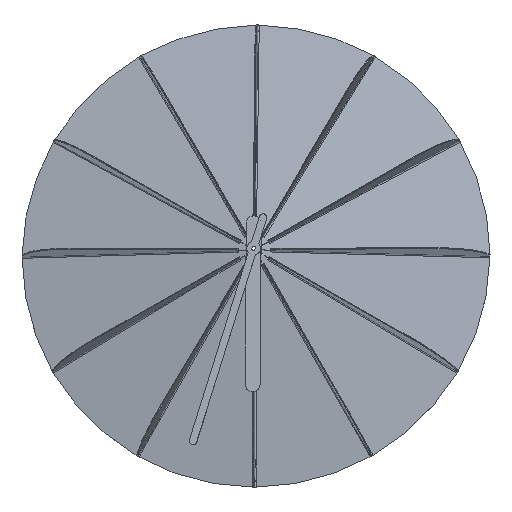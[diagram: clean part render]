
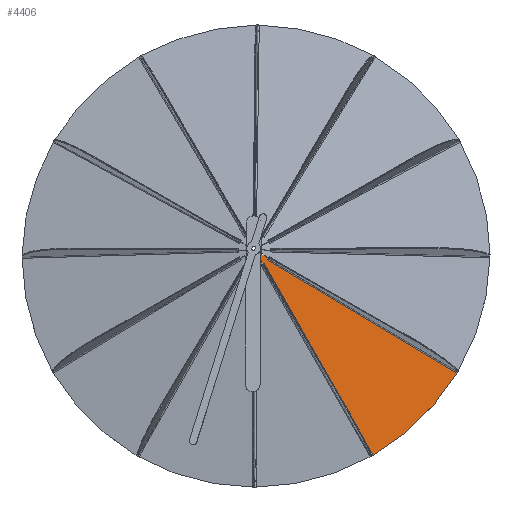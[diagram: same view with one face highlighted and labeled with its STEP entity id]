
A CAD part, top view. The second image highlights one B-rep face of the part: STEP entity #4406.
In plain terms, the highlighted face is planar.
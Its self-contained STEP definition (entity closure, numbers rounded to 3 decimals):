
#276 = DIRECTION ( 'NONE',  ( 0., 0., 1. ) ) ;
#337 = DIRECTION ( 'NONE',  ( -0.494, 0.869, 0. ) ) ;
#392 = EDGE_CURVE ( 'NONE', #554, #5014, #3691, .T. ) ;
#483 = CARTESIAN_POINT ( 'NONE',  ( 1.245, -224.671, 0. ) ) ;
#494 = PLANE ( 'NONE',  #8341 ) ;
#544 = ORIENTED_EDGE ( 'NONE', *, *, #7345, .F. ) ;
#554 = VERTEX_POINT ( 'NONE', #1627 ) ;
#799 = AXIS2_PLACEMENT_3D ( 'NONE', #2315, #276, #5840 ) ;
#844 = DIRECTION ( 'NONE',  ( 0., -1., 0. ) ) ;
#1145 = EDGE_CURVE ( 'NONE', #3359, #2777, #6025, .T. ) ;
#1212 = ORIENTED_EDGE ( 'NONE', *, *, #1145, .F. ) ;
#1329 = VERTEX_POINT ( 'NONE', #4821 ) ;
#1370 = CIRCLE ( 'NONE', #799, 224.675 ) ;
#1403 = EDGE_LOOP ( 'NONE', ( #1995, #1471, #4403, #544, #1212, #7541, #2925, #5824 ) ) ;
#1456 = CARTESIAN_POINT ( 'NONE',  ( 0., 0., 0. ) ) ;
#1471 = ORIENTED_EDGE ( 'NONE', *, *, #7704, .F. ) ;
#1627 = CARTESIAN_POINT ( 'NONE',  ( 1.245, -14., 0. ) ) ;
#1682 = CARTESIAN_POINT ( 'NONE',  ( 0., -4., 0. ) ) ;
#1947 = CIRCLE ( 'NONE', #7123, 4. ) ;
#1995 = ORIENTED_EDGE ( 'NONE', *, *, #392, .F. ) ;
#2051 = CARTESIAN_POINT ( 'NONE',  ( 0., -14., 0. ) ) ;
#2264 = CARTESIAN_POINT ( 'NONE',  ( 109.916, -195.952, 0. ) ) ;
#2315 = CARTESIAN_POINT ( 'NONE',  ( 0., 0., 0. ) ) ;
#2389 = VERTEX_POINT ( 'NONE', #2264 ) ;
#2449 = CARTESIAN_POINT ( 'NONE',  ( 1.245, -14., 0. ) ) ;
#2458 = EDGE_CURVE ( 'NONE', #6174, #2389, #1370, .T. ) ;
#2533 = FACE_OUTER_BOUND ( 'NONE', #1403, .T. ) ;
#2777 = VERTEX_POINT ( 'NONE', #5034 ) ;
#2925 = ORIENTED_EDGE ( 'NONE', *, *, #6067, .T. ) ;
#3359 = VERTEX_POINT ( 'NONE', #8756 ) ;
#3691 = LINE ( 'NONE', #2449, #9037 ) ;
#3828 = CARTESIAN_POINT ( 'NONE',  ( 1.245, -224.671, 0. ) ) ;
#3845 = DIRECTION ( 'NONE',  ( -0.869, -0.494, 0. ) ) ;
#4403 = ORIENTED_EDGE ( 'NONE', *, *, #2458, .T. ) ;
#4406 = ADVANCED_FACE ( 'NONE', ( #2533 ), #494, .T. ) ;
#4518 = VECTOR ( 'NONE', #844, 1000. ) ;
#4601 = CARTESIAN_POINT ( 'NONE',  ( 6.939, -12.159, 0. ) ) ;
#4821 = CARTESIAN_POINT ( 'NONE',  ( 0., -4., 0. ) ) ;
#4893 = CARTESIAN_POINT ( 'NONE',  ( 5.857, -12.774, 0. ) ) ;
#5014 = VERTEX_POINT ( 'NONE', #2051 ) ;
#5034 = CARTESIAN_POINT ( 'NONE',  ( 5.857, -12.774, 0. ) ) ;
#5523 = VECTOR ( 'NONE', #8430, 1000. ) ;
#5824 = ORIENTED_EDGE ( 'NONE', *, *, #9095, .T. ) ;
#5840 = DIRECTION ( 'NONE',  ( 1., 0., 0. ) ) ;
#5974 = VECTOR ( 'NONE', #3845, 1000. ) ;
#6015 = DIRECTION ( 'NONE',  ( -1., 0., 0. ) ) ;
#6025 = LINE ( 'NONE', #7991, #5974 ) ;
#6067 = EDGE_CURVE ( 'NONE', #6075, #1329, #1947, .T. ) ;
#6075 = VERTEX_POINT ( 'NONE', #7155 ) ;
#6162 = DIRECTION ( 'NONE',  ( 0., 0., 1. ) ) ;
#6174 = VERTEX_POINT ( 'NONE', #3828 ) ;
#6410 = LINE ( 'NONE', #1682, #4518 ) ;
#6831 = LINE ( 'NONE', #483, #5523 ) ;
#7123 = AXIS2_PLACEMENT_3D ( 'NONE', #1456, #8487, #7758 ) ;
#7155 = CARTESIAN_POINT ( 'NONE',  ( 2., -3.464, 0. ) ) ;
#7158 = DIRECTION ( 'NONE',  ( 0.494, -0.869, 0. ) ) ;
#7335 = LINE ( 'NONE', #4601, #8028 ) ;
#7345 = EDGE_CURVE ( 'NONE', #2777, #2389, #8570, .T. ) ;
#7541 = ORIENTED_EDGE ( 'NONE', *, *, #8042, .T. ) ;
#7570 = DIRECTION ( 'NONE',  ( 0.707, -0.707, 0. ) ) ;
#7704 = EDGE_CURVE ( 'NONE', #6174, #554, #6831, .T. ) ;
#7758 = DIRECTION ( 'NONE',  ( 0.5, -0.866, 0. ) ) ;
#7991 = CARTESIAN_POINT ( 'NONE',  ( 6.939, -12.159, 0. ) ) ;
#8028 = VECTOR ( 'NONE', #337, 1000. ) ;
#8042 = EDGE_CURVE ( 'NONE', #3359, #6075, #7335, .T. ) ;
#8122 = CARTESIAN_POINT ( 'NONE',  ( 0., 0., 0. ) ) ;
#8341 = AXIS2_PLACEMENT_3D ( 'NONE', #8122, #6162, #7570 ) ;
#8430 = DIRECTION ( 'NONE',  ( 0., 1., 0. ) ) ;
#8457 = VECTOR ( 'NONE', #7158, 1000. ) ;
#8487 = DIRECTION ( 'NONE',  ( 0., 0., -1. ) ) ;
#8570 = LINE ( 'NONE', #4893, #8457 ) ;
#8756 = CARTESIAN_POINT ( 'NONE',  ( 6.939, -12.159, 0. ) ) ;
#9037 = VECTOR ( 'NONE', #6015, 1000. ) ;
#9095 = EDGE_CURVE ( 'NONE', #1329, #5014, #6410, .T. ) ;
